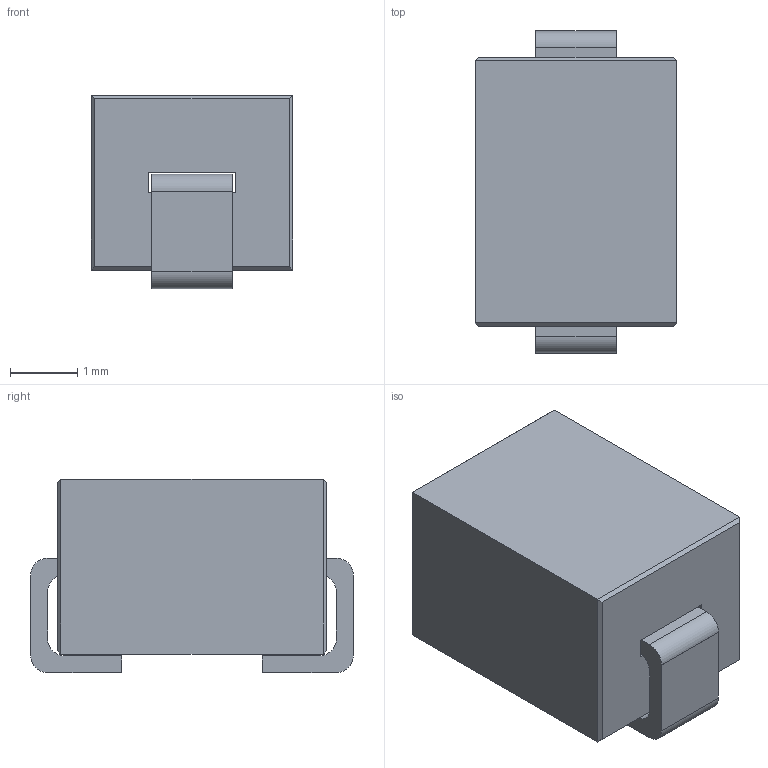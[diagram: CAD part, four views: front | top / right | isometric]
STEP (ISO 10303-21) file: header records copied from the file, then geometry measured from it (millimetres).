
FILE_DESCRIPTION( ('This file contains a STEP AP42 implementation' ,'as created by ZW3D STEP Interface translator.') ,'2;1' );
FILE_NAME( 'MB4030-L.stp' ,'14 919.10 427', (''), ('ZWCAD Software Co.'), 'Version 1.0', 'ZW3D to STEP translator', '' );
FILE_SCHEMA( ('CONFIG_CONTROL_DESIGN') );
Length unit declared in the file: millimetre
Products named in the file (1): 0
Bounding box: 3 x 4.8 x 2.88 mm (x, y, z)
Volume: 32.6 mm3; surface area: 100 mm2
Topology: 2 solids, 2 shells, 42 faces, 106 edges, 68 vertices
Faces by surface type: bspline 42
Entity records: 1245 total; most frequent: CARTESIAN_POINT 585, ORIENTED_EDGE 212, EDGE_CURVE 106, B_SPLINE_CURVE_WITH_KNOTS 90, VERTEX_POINT 68, EDGE_LOOP 44, FACE_OUTER_BOUND 42, ADVANCED_FACE 42
